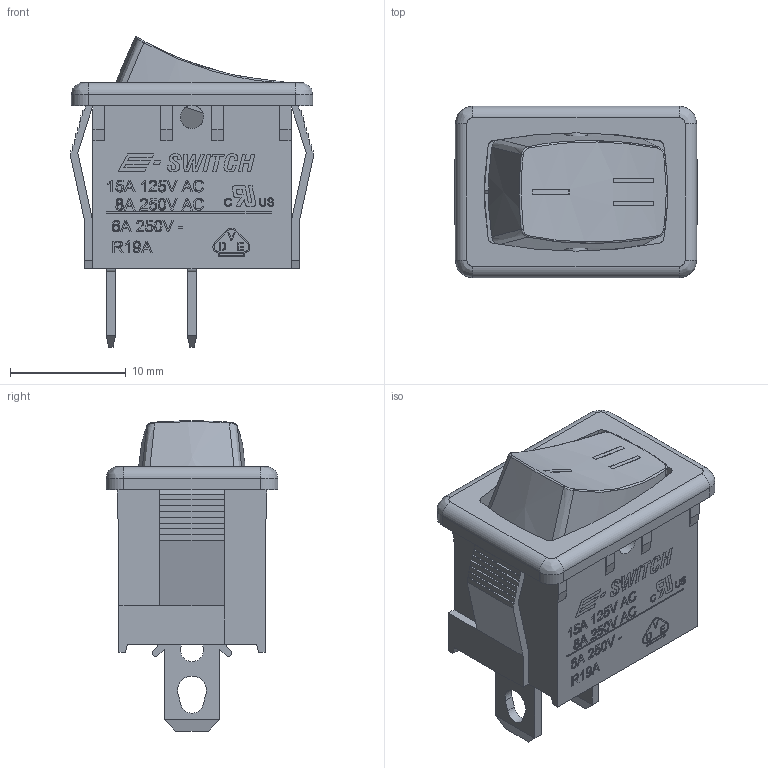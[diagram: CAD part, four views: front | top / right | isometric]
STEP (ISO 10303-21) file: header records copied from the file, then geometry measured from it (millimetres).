
FILE_DESCRIPTION(/* description */ (''),/* implementation_level */ '2;1');
FILE_NAME(/* name */ 'R1966AxxxxxxDF.stp',/* time_stamp */ '2025-12-31T11:33:19-06:00',/* author */ ('mroman'),/* organization */ (''),/* preprocessor_version */ 'ST-DEVELOPER v18.1',/* originating_system */ 'Autodesk Inventor 2022',/* authorisation */ '');
FILE_SCHEMA (('AUTOMOTIVE_DESIGN { 1 0 10303 214 3 1 1 }'));
Length unit declared in the file: inch
Products named in the file (1): R1966AxxxxxxDF
Bounding box: 20.94 x 14.8 x 26.76 mm (x, y, z)
Volume: 1803.2 mm3; surface area: 3476.1 mm2
Topology: 1 solids, 1 shells, 920 faces, 2512 edges, 1660 vertices
Faces by surface type: plane 555, bspline 300, cylinder 57, cone 8
Full cylindrical faces by diameter (mm): 2 x3
Entity records: 30980 total; most frequent: CARTESIAN_POINT 9587, ORIENTED_EDGE 5024, DIRECTION 3270, EDGE_CURVE 2512, LINE 1726, VECTOR 1726, VERTEX_POINT 1660, EDGE_LOOP 1012
